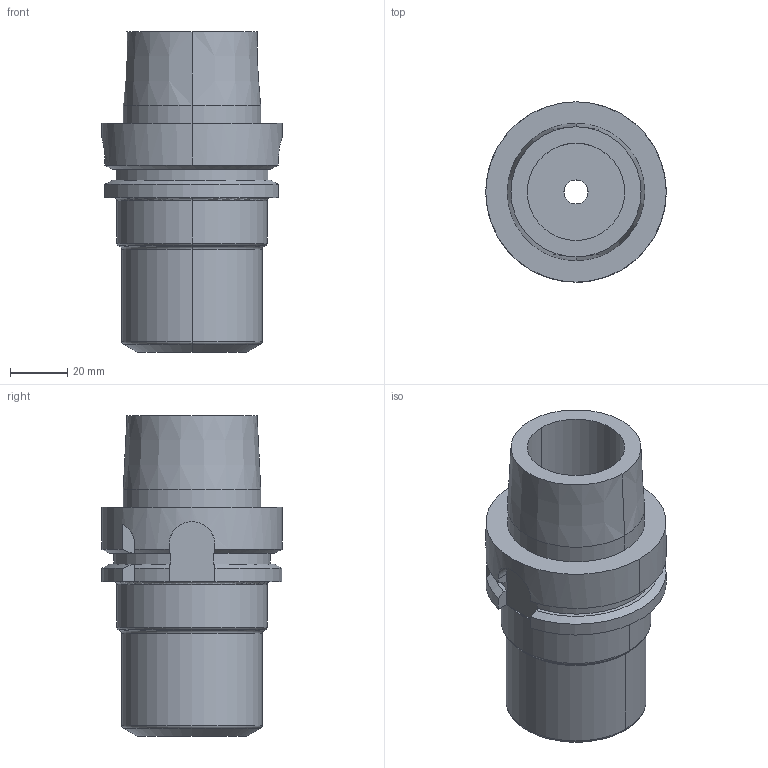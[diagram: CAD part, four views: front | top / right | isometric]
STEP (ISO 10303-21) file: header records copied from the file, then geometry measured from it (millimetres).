
FILE_DESCRIPTION((''),'2;1');
FILE_NAME('8343002057','2021-10-20T09:24:24',('thiemer'),(''),'CREO PARAMETRIC BY PTC INC, 2021164','CREO PARAMETRIC BY PTC INC, 2021164','');
FILE_SCHEMA(('AP242_MANAGED_MODEL_BASED_3D_ENGINEERING_MIM_LF { 1 0 10303 442 1 1 4 }'));
Length unit declared in the file: millimetre
Products named in the file (1): 8343002057
Bounding box: 63 x 63 x 112 mm (x, y, z)
Volume: 188338.8 mm3; surface area: 32171.9 mm2
Topology: 1 solids, 1 shells, 71 faces, 178 edges, 112 vertices
Faces by surface type: plane 28, cylinder 23, cone 12, torus 8
Entity records: 3049 total; most frequent: CARTESIAN_POINT 491, DIRECTION 419, ORIENTED_EDGE 356, PRESENTATION_STYLE_ASSIGNMENT 190, STYLED_ITEM 190, CURVE_STYLE 189, EDGE_CURVE 178, AXIS2_PLACEMENT_3D 163
